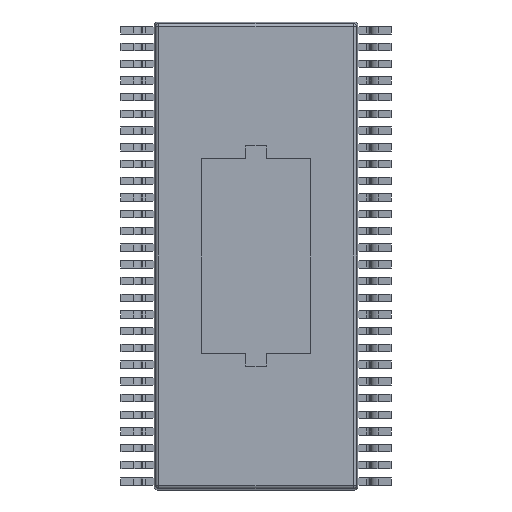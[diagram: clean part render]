
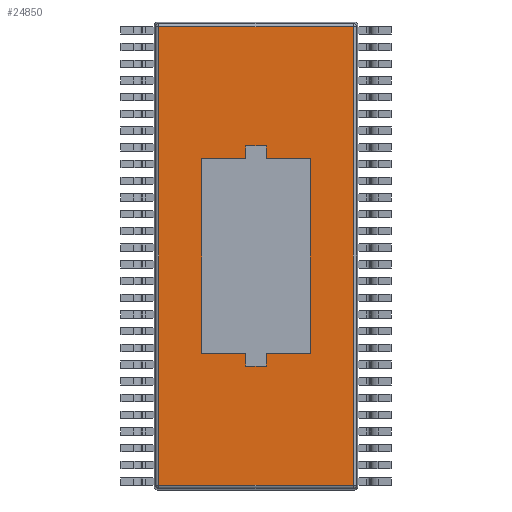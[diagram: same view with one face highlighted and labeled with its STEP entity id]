
A CAD part, front view. The second image highlights one B-rep face of the part: STEP entity #24850.
In plain terms, the highlighted planar face has unit normal (0, -1, 0).
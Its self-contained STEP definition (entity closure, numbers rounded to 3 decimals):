
#48 = CARTESIAN_POINT ( 'NONE',  ( -2.906, 0.15, -6.945 ) ) ;
#143 = EDGE_CURVE ( 'NONE', #11633, #26171, #6955, .T. ) ;
#257 = VECTOR ( 'NONE', #3233, 1000. ) ;
#759 = DIRECTION ( 'NONE',  ( -1., 0., 0. ) ) ;
#956 = CARTESIAN_POINT ( 'NONE',  ( 0.3, 0.15, -3.292 ) ) ;
#1114 = CARTESIAN_POINT ( 'NONE',  ( -0.3, 0.15, 3.292 ) ) ;
#1230 = CARTESIAN_POINT ( 'NONE',  ( -0.3, 0.15, 2.912 ) ) ;
#1477 = VERTEX_POINT ( 'NONE', #8120 ) ;
#2094 = CARTESIAN_POINT ( 'NONE',  ( 2.906, 0.15, 6.856 ) ) ;
#2504 = CARTESIAN_POINT ( 'NONE',  ( -2.995, 0.15, 6.856 ) ) ;
#2553 = EDGE_LOOP ( 'NONE', ( #22700, #25312, #15351, #6507, #13499, #18977, #3494, #19610, #15413, #18903, #11231, #21422 ) ) ;
#2681 = EDGE_CURVE ( 'NONE', #26171, #7350, #24338, .T. ) ;
#3078 = VERTEX_POINT ( 'NONE', #12023 ) ;
#3233 = DIRECTION ( 'NONE',  ( 1., 0., 0. ) ) ;
#3296 = LINE ( 'NONE', #3417, #14668 ) ;
#3417 = CARTESIAN_POINT ( 'NONE',  ( -1.617, 0.15, -2.912 ) ) ;
#3494 = ORIENTED_EDGE ( 'NONE', *, *, #25183, .F. ) ;
#3513 = CARTESIAN_POINT ( 'NONE',  ( 1.617, 0.15, -2.912 ) ) ;
#4009 = CARTESIAN_POINT ( 'NONE',  ( 0., 0.15, 0. ) ) ;
#4185 = DIRECTION ( 'NONE',  ( 0., 0., 1. ) ) ;
#4232 = ORIENTED_EDGE ( 'NONE', *, *, #5952, .T. ) ;
#4458 = CARTESIAN_POINT ( 'NONE',  ( 1.617, 0.15, -2.912 ) ) ;
#4468 = EDGE_CURVE ( 'NONE', #4979, #11550, #10973, .T. ) ;
#4758 = ORIENTED_EDGE ( 'NONE', *, *, #4926, .T. ) ;
#4807 = LINE ( 'NONE', #13051, #10448 ) ;
#4809 = VECTOR ( 'NONE', #23351, 1000. ) ;
#4926 = EDGE_CURVE ( 'NONE', #1477, #11633, #4807, .T. ) ;
#4979 = VERTEX_POINT ( 'NONE', #15460 ) ;
#5338 = LINE ( 'NONE', #11686, #26493 ) ;
#5712 = LINE ( 'NONE', #13543, #17822 ) ;
#5925 = DIRECTION ( 'NONE',  ( -1., 0., 0. ) ) ;
#5952 = EDGE_CURVE ( 'NONE', #7350, #1477, #14004, .T. ) ;
#6017 = VECTOR ( 'NONE', #12705, 1000. ) ;
#6507 = ORIENTED_EDGE ( 'NONE', *, *, #16793, .F. ) ;
#6630 = VERTEX_POINT ( 'NONE', #13517 ) ;
#6748 = LINE ( 'NONE', #4458, #6017 ) ;
#6885 = VECTOR ( 'NONE', #12357, 1000. ) ;
#6891 = CARTESIAN_POINT ( 'NONE',  ( 0.3, 0.15, -2.912 ) ) ;
#6955 = LINE ( 'NONE', #2504, #11523 ) ;
#7178 = CARTESIAN_POINT ( 'NONE',  ( -0.3, 0.15, -2.912 ) ) ;
#7228 = VERTEX_POINT ( 'NONE', #25199 ) ;
#7251 = CARTESIAN_POINT ( 'NONE',  ( -2.906, 0.15, -6.856 ) ) ;
#7310 = EDGE_CURVE ( 'NONE', #17009, #26412, #21409, .T. ) ;
#7350 = VERTEX_POINT ( 'NONE', #7251 ) ;
#7555 = LINE ( 'NONE', #3513, #26512 ) ;
#8106 = EDGE_CURVE ( 'NONE', #17516, #3078, #23772, .T. ) ;
#8120 = CARTESIAN_POINT ( 'NONE',  ( 2.906, 0.15, -6.856 ) ) ;
#8951 = DIRECTION ( 'NONE',  ( 0., 0., 1. ) ) ;
#9196 = VERTEX_POINT ( 'NONE', #7178 ) ;
#9212 = EDGE_CURVE ( 'NONE', #19317, #13922, #23356, .T. ) ;
#9658 = DIRECTION ( 'NONE',  ( 1., 0., 0. ) ) ;
#9782 = VECTOR ( 'NONE', #5925, 1000. ) ;
#10448 = VECTOR ( 'NONE', #4185, 1000. ) ;
#10973 = LINE ( 'NONE', #17154, #4809 ) ;
#11231 = ORIENTED_EDGE ( 'NONE', *, *, #15659, .F. ) ;
#11523 = VECTOR ( 'NONE', #759, 1000. ) ;
#11550 = VERTEX_POINT ( 'NONE', #18677 ) ;
#11633 = VERTEX_POINT ( 'NONE', #2094 ) ;
#11686 = CARTESIAN_POINT ( 'NONE',  ( -0.3, 0.15, -3.292 ) ) ;
#11740 = LINE ( 'NONE', #25766, #257 ) ;
#11805 = DIRECTION ( 'NONE',  ( 0., 0., -1. ) ) ;
#11892 = DIRECTION ( 'NONE',  ( 1., 0., 0. ) ) ;
#11893 = EDGE_CURVE ( 'NONE', #26412, #24217, #3296, .T. ) ;
#12023 = CARTESIAN_POINT ( 'NONE',  ( -0.3, 0.15, 3.292 ) ) ;
#12261 = DIRECTION ( 'NONE',  ( 0., 0., -1. ) ) ;
#12357 = DIRECTION ( 'NONE',  ( 0., 0., -1. ) ) ;
#12705 = DIRECTION ( 'NONE',  ( 0., 0., 1. ) ) ;
#13051 = CARTESIAN_POINT ( 'NONE',  ( 2.906, 0.15, 6.945 ) ) ;
#13376 = CARTESIAN_POINT ( 'NONE',  ( 0.3, 0.15, -2.912 ) ) ;
#13499 = ORIENTED_EDGE ( 'NONE', *, *, #4468, .F. ) ;
#13507 = CARTESIAN_POINT ( 'NONE',  ( -1.617, 0.15, 2.912 ) ) ;
#13517 = CARTESIAN_POINT ( 'NONE',  ( -0.3, 0.15, -3.292 ) ) ;
#13543 = CARTESIAN_POINT ( 'NONE',  ( -0.3, 0.15, -2.912 ) ) ;
#13922 = VERTEX_POINT ( 'NONE', #6891 ) ;
#14004 = LINE ( 'NONE', #20345, #17867 ) ;
#14069 = EDGE_CURVE ( 'NONE', #3078, #17009, #19975, .T. ) ;
#14256 = FACE_BOUND ( 'NONE', #2553, .T. ) ;
#14668 = VECTOR ( 'NONE', #24051, 1000. ) ;
#15351 = ORIENTED_EDGE ( 'NONE', *, *, #8106, .F. ) ;
#15413 = ORIENTED_EDGE ( 'NONE', *, *, #25010, .F. ) ;
#15460 = CARTESIAN_POINT ( 'NONE',  ( 1.617, 0.15, 2.912 ) ) ;
#15563 = VECTOR ( 'NONE', #8951, 1000. ) ;
#15650 = EDGE_LOOP ( 'NONE', ( #16316, #25392, #4232, #4758 ) ) ;
#15659 = EDGE_CURVE ( 'NONE', #24217, #9196, #11740, .T. ) ;
#15772 = CARTESIAN_POINT ( 'NONE',  ( 0.3, 0.15, 2.912 ) ) ;
#16316 = ORIENTED_EDGE ( 'NONE', *, *, #143, .T. ) ;
#16680 = FACE_OUTER_BOUND ( 'NONE', #15650, .T. ) ;
#16793 = EDGE_CURVE ( 'NONE', #11550, #17516, #18051, .T. ) ;
#17009 = VERTEX_POINT ( 'NONE', #25610 ) ;
#17154 = CARTESIAN_POINT ( 'NONE',  ( 1.617, 0.15, 2.912 ) ) ;
#17516 = VERTEX_POINT ( 'NONE', #19501 ) ;
#17822 = VECTOR ( 'NONE', #11805, 1000. ) ;
#17867 = VECTOR ( 'NONE', #17924, 1000. ) ;
#17924 = DIRECTION ( 'NONE',  ( 1., 0., 0. ) ) ;
#17983 = EDGE_CURVE ( 'NONE', #7228, #4979, #6748, .T. ) ;
#18051 = LINE ( 'NONE', #15772, #18877 ) ;
#18677 = CARTESIAN_POINT ( 'NONE',  ( 0.3, 0.15, 2.912 ) ) ;
#18877 = VECTOR ( 'NONE', #22097, 1000. ) ;
#18903 = ORIENTED_EDGE ( 'NONE', *, *, #22069, .F. ) ;
#18977 = ORIENTED_EDGE ( 'NONE', *, *, #17983, .F. ) ;
#19156 = VECTOR ( 'NONE', #23575, 1000. ) ;
#19317 = VERTEX_POINT ( 'NONE', #956 ) ;
#19501 = CARTESIAN_POINT ( 'NONE',  ( 0.3, 0.15, 3.292 ) ) ;
#19610 = ORIENTED_EDGE ( 'NONE', *, *, #9212, .F. ) ;
#19975 = LINE ( 'NONE', #1230, #23319 ) ;
#20345 = CARTESIAN_POINT ( 'NONE',  ( 2.995, 0.15, -6.856 ) ) ;
#20460 = AXIS2_PLACEMENT_3D ( 'NONE', #4009, #22615, #12261 ) ;
#21409 = LINE ( 'NONE', #21676, #19156 ) ;
#21422 = ORIENTED_EDGE ( 'NONE', *, *, #11893, .F. ) ;
#21676 = CARTESIAN_POINT ( 'NONE',  ( -1.617, 0.15, 2.912 ) ) ;
#22069 = EDGE_CURVE ( 'NONE', #9196, #6630, #5712, .T. ) ;
#22097 = DIRECTION ( 'NONE',  ( 0., 0., 1. ) ) ;
#22149 = CARTESIAN_POINT ( 'NONE',  ( -2.906, 0.15, 6.856 ) ) ;
#22480 = PLANE ( 'NONE',  #20460 ) ;
#22615 = DIRECTION ( 'NONE',  ( 0., -1., 0. ) ) ;
#22700 = ORIENTED_EDGE ( 'NONE', *, *, #7310, .F. ) ;
#23319 = VECTOR ( 'NONE', #25916, 1000. ) ;
#23346 = CARTESIAN_POINT ( 'NONE',  ( -1.617, 0.15, -2.912 ) ) ;
#23351 = DIRECTION ( 'NONE',  ( -1., 0., 0. ) ) ;
#23356 = LINE ( 'NONE', #13376, #15563 ) ;
#23575 = DIRECTION ( 'NONE',  ( -1., 0., 0. ) ) ;
#23772 = LINE ( 'NONE', #1114, #9782 ) ;
#24051 = DIRECTION ( 'NONE',  ( 0., 0., -1. ) ) ;
#24217 = VERTEX_POINT ( 'NONE', #23346 ) ;
#24338 = LINE ( 'NONE', #48, #6885 ) ;
#24850 = ADVANCED_FACE ( 'NONE', ( #14256, #16680 ), #22480, .T. ) ;
#25010 = EDGE_CURVE ( 'NONE', #6630, #19317, #5338, .T. ) ;
#25183 = EDGE_CURVE ( 'NONE', #13922, #7228, #7555, .T. ) ;
#25199 = CARTESIAN_POINT ( 'NONE',  ( 1.617, 0.15, -2.912 ) ) ;
#25312 = ORIENTED_EDGE ( 'NONE', *, *, #14069, .F. ) ;
#25392 = ORIENTED_EDGE ( 'NONE', *, *, #2681, .T. ) ;
#25610 = CARTESIAN_POINT ( 'NONE',  ( -0.3, 0.15, 2.912 ) ) ;
#25766 = CARTESIAN_POINT ( 'NONE',  ( -1.617, 0.15, -2.912 ) ) ;
#25916 = DIRECTION ( 'NONE',  ( 0., 0., -1. ) ) ;
#26171 = VERTEX_POINT ( 'NONE', #22149 ) ;
#26412 = VERTEX_POINT ( 'NONE', #13507 ) ;
#26493 = VECTOR ( 'NONE', #9658, 1000. ) ;
#26512 = VECTOR ( 'NONE', #11892, 1000. ) ;
